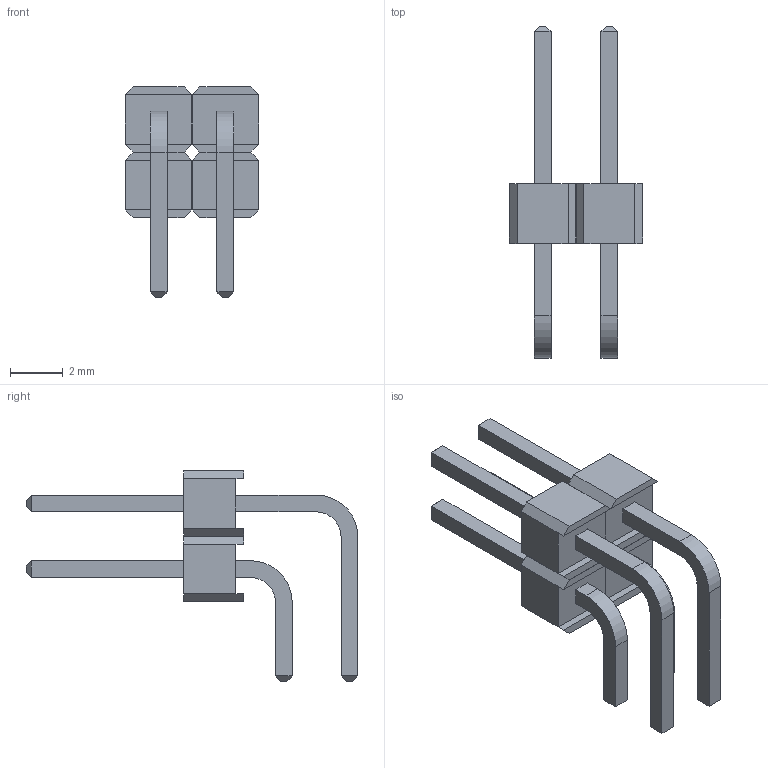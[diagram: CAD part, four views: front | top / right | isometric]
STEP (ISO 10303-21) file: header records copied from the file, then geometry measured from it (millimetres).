
FILE_DESCRIPTION(/* description */ (''),/* implementation_level */ '2;1');
FILE_NAME(/* name */ 'Header 2x2 RA.step',/* time_stamp */ '2019-04-05T11:04:35+02:00',/* author */ (''),/* organization */ (''),/* preprocessor_version */ 'ST-DEVELOPER v17.2',/* originating_system */ 'Autodesk Translation Framework v7.6.0.251',/* authorisation */ '');
FILE_SCHEMA (('AUTOMOTIVE_DESIGN { 1 0 10303 214 3 1 1 }'));
Length unit declared in the file: millimetre
Products named in the file (3): (Nicht gespeichert); User Library-Header_Male_RA_Low_2Pin_PinArray; User Library-Header_Male_RA_Low_2Pin_BodyArray
Assembly tree (3 placements, depth 2):
  (Nicht gespeichert)
    User Library-Header_Male_RA_Low_2Pin_BodyArray  x2
    User Library-Header_Male_RA_Low_2Pin_PinArray
Bounding box: 5.08 x 12.63 x 8.02 mm (x, y, z)
Volume: 73.2 mm3; surface area: 318.1 mm2
Topology: 8 solids, 8 shells, 144 faces, 336 edges, 208 vertices
Faces by surface type: plane 136, cylinder 8
Entity records: 3061 total; most frequent: CARTESIAN_POINT 514, ORIENTED_EDGE 496, DIRECTION 492, EDGE_CURVE 248, LINE 232, VECTOR 232, VERTEX_POINT 152, AXIS2_PLACEMENT_3D 130
